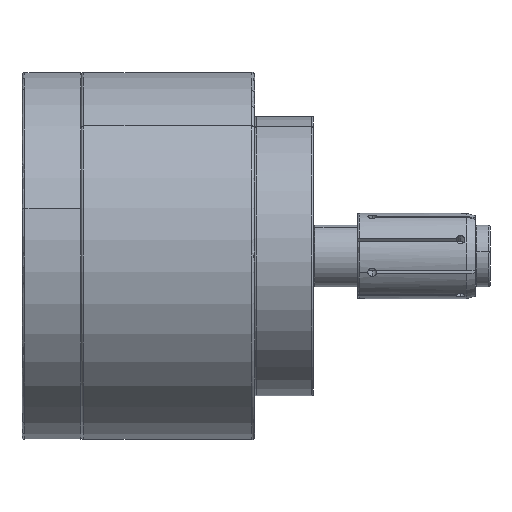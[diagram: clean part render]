
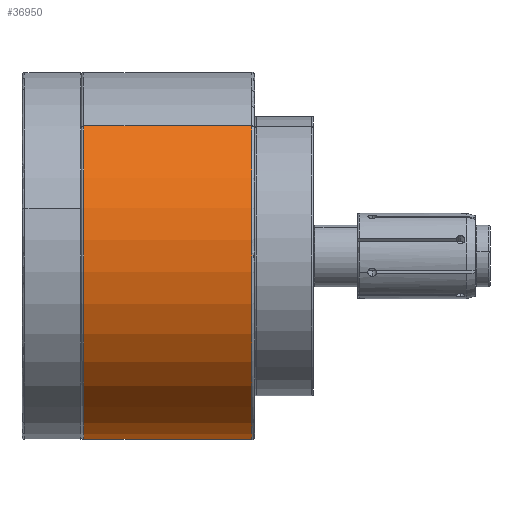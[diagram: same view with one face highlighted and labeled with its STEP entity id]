
A CAD part, front view. The second image highlights one B-rep face of the part: STEP entity #36950.
In plain terms, the highlighted cylindrical face has radius 62.5 mm (diameter 125 mm), a partial arc.
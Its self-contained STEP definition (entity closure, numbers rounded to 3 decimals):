
#447 = CARTESIAN_POINT ( 'NONE',  ( 78., -44.194, 44.194 ) ) ;
#999 = DIRECTION ( 'NONE',  ( 0., -0.707, 0.707 ) ) ;
#2516 = DIRECTION ( 'NONE',  ( 0., 0.707, -0.707 ) ) ;
#2782 = CARTESIAN_POINT ( 'NONE',  ( 21., 44.194, -44.194 ) ) ;
#4816 = CARTESIAN_POINT ( 'NONE',  ( -81.914, 0., 0. ) ) ;
#8562 = VERTEX_POINT ( 'NONE', #447 ) ;
#10111 = ORIENTED_EDGE ( 'NONE', *, *, #35213, .T. ) ;
#11834 = AXIS2_PLACEMENT_3D ( 'NONE', #4816, #18176, #2516 ) ;
#12428 = DIRECTION ( 'NONE',  ( -1., 0., 0. ) ) ;
#12438 = VECTOR ( 'NONE', #30665, 1000. ) ;
#13389 = VERTEX_POINT ( 'NONE', #2782 ) ;
#13727 = EDGE_CURVE ( 'NONE', #38763, #13389, #15505, .T. ) ;
#14110 = EDGE_CURVE ( 'NONE', #38763, #8562, #21797, .T. ) ;
#14379 = ORIENTED_EDGE ( 'NONE', *, *, #14110, .T. ) ;
#14705 = VERTEX_POINT ( 'NONE', #28002 ) ;
#15374 = ORIENTED_EDGE ( 'NONE', *, *, #13727, .F. ) ;
#15505 = LINE ( 'NONE', #28114, #36915 ) ;
#15857 = AXIS2_PLACEMENT_3D ( 'NONE', #28572, #38096, #28784 ) ;
#17305 = EDGE_CURVE ( 'NONE', #14705, #13389, #31133, .T. ) ;
#17392 = CARTESIAN_POINT ( 'NONE',  ( 78., 44.194, -44.194 ) ) ;
#18176 = DIRECTION ( 'NONE',  ( -1., 0., 0. ) ) ;
#20290 = FACE_OUTER_BOUND ( 'NONE', #28266, .T. ) ;
#21147 = ORIENTED_EDGE ( 'NONE', *, *, #17305, .T. ) ;
#21797 = CIRCLE ( 'NONE', #15857, 62.5 ) ;
#28002 = CARTESIAN_POINT ( 'NONE',  ( 21., -44.194, 44.194 ) ) ;
#28114 = CARTESIAN_POINT ( 'NONE',  ( -81.914, 44.194, -44.194 ) ) ;
#28266 = EDGE_LOOP ( 'NONE', ( #14379, #10111, #21147, #15374 ) ) ;
#28572 = CARTESIAN_POINT ( 'NONE',  ( 78., 0., 0. ) ) ;
#28784 = DIRECTION ( 'NONE',  ( 0., 0.707, -0.707 ) ) ;
#29491 = CARTESIAN_POINT ( 'NONE',  ( 21., 0., 0. ) ) ;
#30665 = DIRECTION ( 'NONE',  ( -1., 0., 0. ) ) ;
#31133 = CIRCLE ( 'NONE', #36415, 62.5 ) ;
#35213 = EDGE_CURVE ( 'NONE', #8562, #14705, #36854, .T. ) ;
#36415 = AXIS2_PLACEMENT_3D ( 'NONE', #29491, #38617, #999 ) ;
#36451 = CARTESIAN_POINT ( 'NONE',  ( -81.914, -44.194, 44.194 ) ) ;
#36854 = LINE ( 'NONE', #36451, #12438 ) ;
#36915 = VECTOR ( 'NONE', #12428, 1000. ) ;
#36950 = ADVANCED_FACE ( 'NONE', ( #20290 ), #38893, .T. ) ;
#38096 = DIRECTION ( 'NONE',  ( -1., 0., 0. ) ) ;
#38617 = DIRECTION ( 'NONE',  ( 1., 0., 0. ) ) ;
#38763 = VERTEX_POINT ( 'NONE', #17392 ) ;
#38893 = CYLINDRICAL_SURFACE ( 'NONE', #11834, 62.5 ) ;
